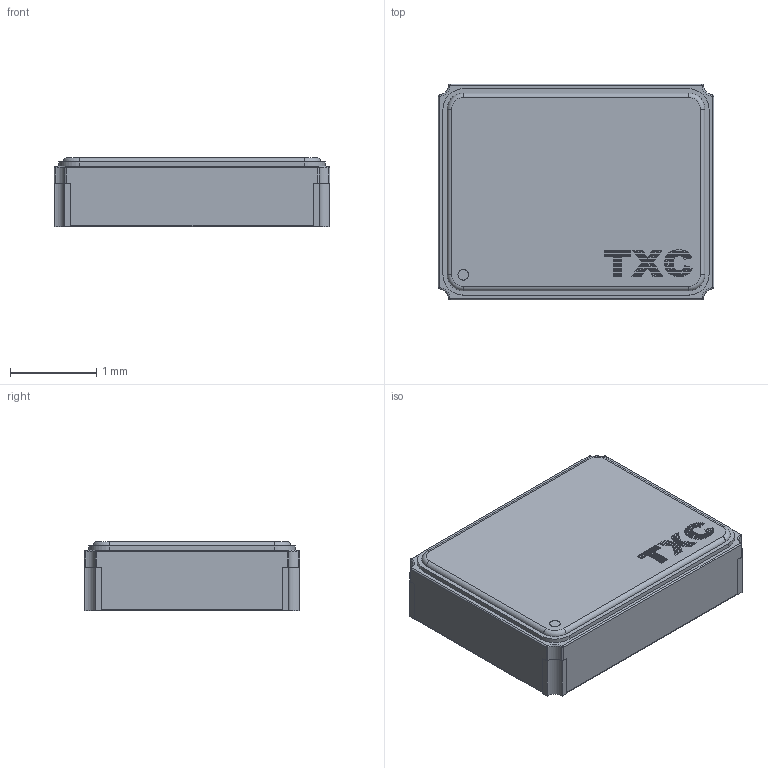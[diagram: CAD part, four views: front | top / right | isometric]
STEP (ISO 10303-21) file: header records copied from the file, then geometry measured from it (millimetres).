
FILE_DESCRIPTION(/* description */ (''),/* implementation_level */ '2;1');
FILE_NAME(/* name */ 'TXC 7M-12.000MAAE-T.stp',/* time_stamp */ '2021-08-11T20:46:45-04:00',/* author */ ('rabri'),/* organization */ (''),/* preprocessor_version */ 'ST-DEVELOPER v18',/* originating_system */ 'Autodesk Inventor 2020',/* authorisation */ '');
FILE_SCHEMA (('AUTOMOTIVE_DESIGN { 1 0 10303 214 3 1 1 }'));
Length unit declared in the file: millimetre
Products named in the file (6): TXC 7A-10.000MAAE-T; body; terminal; top; logo; top al
Assembly tree (5 placements, depth 2):
  TXC 7A-10.000MAAE-T
    body
    terminal
    top
    logo
    top al
Bounding box: 3.2 x 2.5 x 0.8 mm (x, y, z)
Volume: 6.3 mm3; surface area: 72.6 mm2
Topology: 51 solids, 51 shells, 399 faces, 869 edges, 572 vertices
Faces by surface type: plane 304, cylinder 49, bspline 30, sphere 8, torus 8
Full cylindrical faces by diameter (mm): 0.124 x1
Entity records: 11303 total; most frequent: CARTESIAN_POINT 2523, ORIENTED_EDGE 1738, DIRECTION 1623, EDGE_CURVE 869, LINE 639, VECTOR 639, VERTEX_POINT 572, AXIS2_PLACEMENT_3D 492
